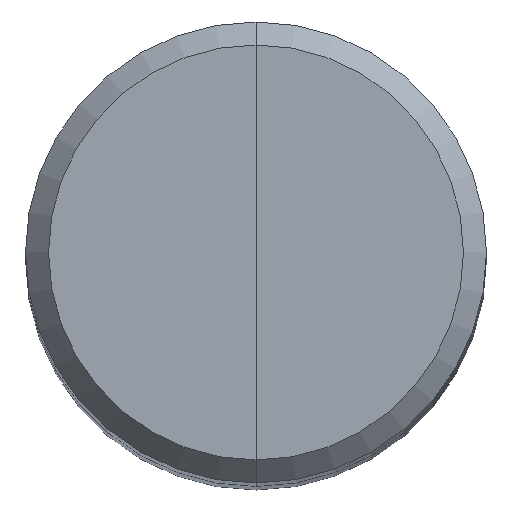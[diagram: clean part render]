
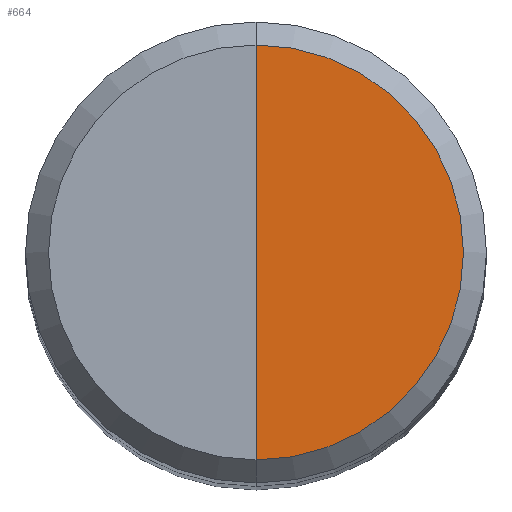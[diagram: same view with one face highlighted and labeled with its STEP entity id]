
A CAD part, top view. The second image highlights one B-rep face of the part: STEP entity #664.
In plain terms, the highlighted planar face has unit normal (0, 0, 1).
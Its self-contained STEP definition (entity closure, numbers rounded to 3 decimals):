
#550 = CONICAL_SURFACE('',#551,5.,0.785);
#551 = AXIS2_PLACEMENT_3D('',#552,#553,#554);
#552 = CARTESIAN_POINT('',(0.,0.,39.5));
#553 = DIRECTION('',(-0.,-0.,-1.));
#554 = DIRECTION('',(0.,-1.,0.));
#588 = VERTEX_POINT('',#589);
#589 = CARTESIAN_POINT('',(0.,4.5,40.));
#615 = EDGE_CURVE('',#616,#588,#618,.T.);
#616 = VERTEX_POINT('',#617);
#617 = CARTESIAN_POINT('',(0.,-4.5,40.));
#618 = SURFACE_CURVE('',#619,(#624,#631),.PCURVE_S1.);
#619 = CIRCLE('',#620,4.5);
#620 = AXIS2_PLACEMENT_3D('',#621,#622,#623);
#621 = CARTESIAN_POINT('',(0.,0.,40.));
#622 = DIRECTION('',(0.,0.,1.));
#623 = DIRECTION('',(0.,-1.,0.));
#624 = PCURVE('',#550,#625);
#625 = DEFINITIONAL_REPRESENTATION('',(#626),#630);
#626 = LINE('',#627,#628);
#627 = CARTESIAN_POINT('',(-0.,-0.5));
#628 = VECTOR('',#629,1.);
#629 = DIRECTION('',(-1.,-0.));
#630 = ( GEOMETRIC_REPRESENTATION_CONTEXT(2) 
PARAMETRIC_REPRESENTATION_CONTEXT() REPRESENTATION_CONTEXT('2D SPACE',''
  ) );
#631 = PCURVE('',#632,#637);
#632 = PLANE('',#633);
#633 = AXIS2_PLACEMENT_3D('',#634,#635,#636);
#634 = CARTESIAN_POINT('',(0.,0.,40.));
#635 = DIRECTION('',(0.,0.,1.));
#636 = DIRECTION('',(0.,-1.,0.));
#637 = DEFINITIONAL_REPRESENTATION('',(#638),#642);
#638 = CIRCLE('',#639,4.5);
#639 = AXIS2_PLACEMENT_2D('',#640,#641);
#640 = CARTESIAN_POINT('',(0.,0.));
#641 = DIRECTION('',(1.,0.));
#642 = ( GEOMETRIC_REPRESENTATION_CONTEXT(2) 
PARAMETRIC_REPRESENTATION_CONTEXT() REPRESENTATION_CONTEXT('2D SPACE',''
  ) );
#664 = ADVANCED_FACE('',(#665),#632,.T.);
#665 = FACE_BOUND('',#666,.T.);
#666 = EDGE_LOOP('',(#667,#668,#696));
#667 = ORIENTED_EDGE('',*,*,#615,.T.);
#668 = ORIENTED_EDGE('',*,*,#669,.T.);
#669 = EDGE_CURVE('',#588,#670,#672,.T.);
#670 = VERTEX_POINT('',#671);
#671 = CARTESIAN_POINT('',(0.,0.,40.));
#672 = SURFACE_CURVE('',#673,(#677,#684),.PCURVE_S1.);
#673 = LINE('',#674,#675);
#674 = CARTESIAN_POINT('',(0.,4.5,40.));
#675 = VECTOR('',#676,1.);
#676 = DIRECTION('',(0.,-1.,0.));
#677 = PCURVE('',#632,#678);
#678 = DEFINITIONAL_REPRESENTATION('',(#679),#683);
#679 = LINE('',#680,#681);
#680 = CARTESIAN_POINT('',(-4.5,0.));
#681 = VECTOR('',#682,1.);
#682 = DIRECTION('',(1.,0.));
#683 = ( GEOMETRIC_REPRESENTATION_CONTEXT(2) 
PARAMETRIC_REPRESENTATION_CONTEXT() REPRESENTATION_CONTEXT('2D SPACE',''
  ) );
#684 = PCURVE('',#685,#690);
#685 = PLANE('',#686);
#686 = AXIS2_PLACEMENT_3D('',#687,#688,#689);
#687 = CARTESIAN_POINT('',(0.,0.,40.));
#688 = DIRECTION('',(-0.,-0.,-1.));
#689 = DIRECTION('',(0.,-1.,0.));
#690 = DEFINITIONAL_REPRESENTATION('',(#691),#695);
#691 = LINE('',#692,#693);
#692 = CARTESIAN_POINT('',(-4.5,0.));
#693 = VECTOR('',#694,1.);
#694 = DIRECTION('',(1.,0.));
#695 = ( GEOMETRIC_REPRESENTATION_CONTEXT(2) 
PARAMETRIC_REPRESENTATION_CONTEXT() REPRESENTATION_CONTEXT('2D SPACE',''
  ) );
#696 = ORIENTED_EDGE('',*,*,#697,.F.);
#697 = EDGE_CURVE('',#616,#670,#698,.T.);
#698 = SURFACE_CURVE('',#699,(#703,#710),.PCURVE_S1.);
#699 = LINE('',#700,#701);
#700 = CARTESIAN_POINT('',(0.,-4.5,40.));
#701 = VECTOR('',#702,1.);
#702 = DIRECTION('',(0.,1.,0.));
#703 = PCURVE('',#632,#704);
#704 = DEFINITIONAL_REPRESENTATION('',(#705),#709);
#705 = LINE('',#706,#707);
#706 = CARTESIAN_POINT('',(4.5,0.));
#707 = VECTOR('',#708,1.);
#708 = DIRECTION('',(-1.,0.));
#709 = ( GEOMETRIC_REPRESENTATION_CONTEXT(2) 
PARAMETRIC_REPRESENTATION_CONTEXT() REPRESENTATION_CONTEXT('2D SPACE',''
  ) );
#710 = PCURVE('',#685,#711);
#711 = DEFINITIONAL_REPRESENTATION('',(#712),#716);
#712 = LINE('',#713,#714);
#713 = CARTESIAN_POINT('',(4.5,0.));
#714 = VECTOR('',#715,1.);
#715 = DIRECTION('',(-1.,0.));
#716 = ( GEOMETRIC_REPRESENTATION_CONTEXT(2) 
PARAMETRIC_REPRESENTATION_CONTEXT() REPRESENTATION_CONTEXT('2D SPACE',''
  ) );
